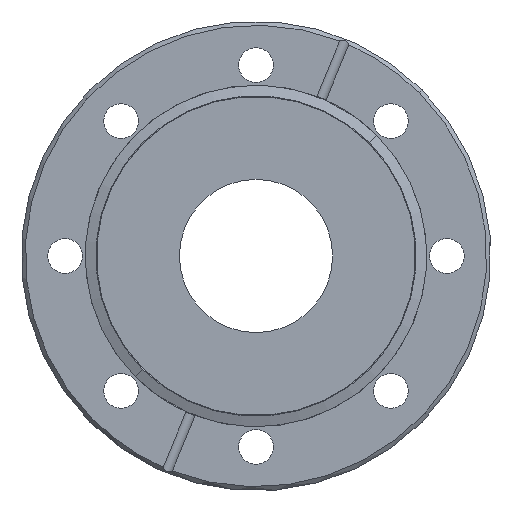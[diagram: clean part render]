
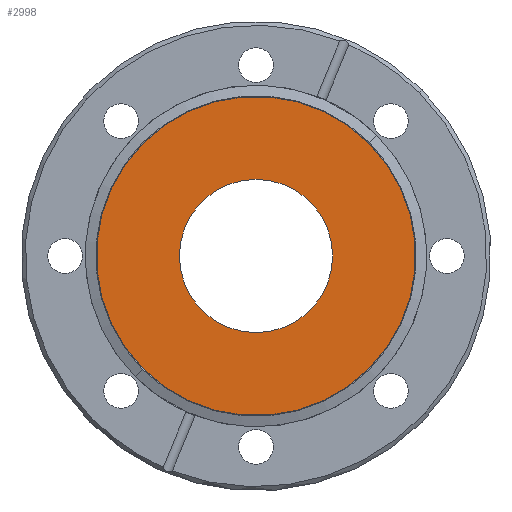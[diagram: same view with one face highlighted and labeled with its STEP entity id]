
A CAD part, left-side view. The second image highlights one B-rep face of the part: STEP entity #2998.
In plain terms, the highlighted planar face has unit normal (-1, 0, 0).
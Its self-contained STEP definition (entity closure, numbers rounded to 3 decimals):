
#140 = VERTEX_POINT ( 'NONE', #571 ) ;
#333 = VERTEX_POINT ( 'NONE', #2337 ) ;
#363 = DIRECTION ( 'NONE',  ( -1., 0., 0. ) ) ;
#494 = ORIENTED_EDGE ( 'NONE', *, *, #2655, .T. ) ;
#563 = AXIS2_PLACEMENT_3D ( 'NONE', #3385, #935, #3691 ) ;
#571 = CARTESIAN_POINT ( 'NONE',  ( -6.7, -27.257, 27.257 ) ) ;
#577 = EDGE_LOOP ( 'NONE', ( #2770, #2139 ) ) ;
#624 = FACE_OUTER_BOUND ( 'NONE', #2446, .T. ) ;
#776 = AXIS2_PLACEMENT_3D ( 'NONE', #1915, #4292, #2362 ) ;
#935 = DIRECTION ( 'NONE',  ( -1., 0., 0. ) ) ;
#940 = AXIS2_PLACEMENT_3D ( 'NONE', #3797, #1546, #4082 ) ;
#990 = AXIS2_PLACEMENT_3D ( 'NONE', #3494, #1087, #3799 ) ;
#1067 = AXIS2_PLACEMENT_3D ( 'NONE', #3001, #363, #3310 ) ;
#1087 = DIRECTION ( 'NONE',  ( -1., 0., 0. ) ) ;
#1322 = VERTEX_POINT ( 'NONE', #3087 ) ;
#1546 = DIRECTION ( 'NONE',  ( -1., 0., 0. ) ) ;
#1915 = CARTESIAN_POINT ( 'NONE',  ( -6.7, 0., 0. ) ) ;
#1959 = CIRCLE ( 'NONE', #1067, 38.548 ) ;
#2139 = ORIENTED_EDGE ( 'NONE', *, *, #2455, .F. ) ;
#2165 = ORIENTED_EDGE ( 'NONE', *, *, #2321, .T. ) ;
#2321 = EDGE_CURVE ( 'NONE', #1322, #140, #1959, .T. ) ;
#2337 = CARTESIAN_POINT ( 'NONE',  ( -6.7, 0., -18.5 ) ) ;
#2362 = DIRECTION ( 'NONE',  ( 0., -0.707, 0.707 ) ) ;
#2446 = EDGE_LOOP ( 'NONE', ( #494, #2165 ) ) ;
#2455 = EDGE_CURVE ( 'NONE', #333, #2676, #2781, .T. ) ;
#2527 = EDGE_CURVE ( 'NONE', #2676, #333, #4564, .T. ) ;
#2655 = EDGE_CURVE ( 'NONE', #140, #1322, #4012, .T. ) ;
#2676 = VERTEX_POINT ( 'NONE', #4313 ) ;
#2770 = ORIENTED_EDGE ( 'NONE', *, *, #2527, .F. ) ;
#2781 = CIRCLE ( 'NONE', #990, 18.5 ) ;
#2979 = FACE_BOUND ( 'NONE', #577, .T. ) ;
#2998 = ADVANCED_FACE ( 'NONE', ( #2979, #624 ), #3684, .T. ) ;
#3001 = CARTESIAN_POINT ( 'NONE',  ( -6.7, 0., 0. ) ) ;
#3087 = CARTESIAN_POINT ( 'NONE',  ( -6.7, 27.257, -27.257 ) ) ;
#3310 = DIRECTION ( 'NONE',  ( 0., -0.707, 0.707 ) ) ;
#3385 = CARTESIAN_POINT ( 'NONE',  ( -6.7, 0., 0. ) ) ;
#3494 = CARTESIAN_POINT ( 'NONE',  ( -6.7, 0., 0. ) ) ;
#3684 = PLANE ( 'NONE',  #563 ) ;
#3691 = DIRECTION ( 'NONE',  ( 0., -0.707, 0.707 ) ) ;
#3797 = CARTESIAN_POINT ( 'NONE',  ( -6.7, 0., 0. ) ) ;
#3799 = DIRECTION ( 'NONE',  ( 0., -0.707, 0.707 ) ) ;
#4012 = CIRCLE ( 'NONE', #776, 38.548 ) ;
#4082 = DIRECTION ( 'NONE',  ( 0., -0.707, 0.707 ) ) ;
#4292 = DIRECTION ( 'NONE',  ( -1., 0., 0. ) ) ;
#4313 = CARTESIAN_POINT ( 'NONE',  ( -6.7, 0., 18.5 ) ) ;
#4564 = CIRCLE ( 'NONE', #940, 18.5 ) ;
